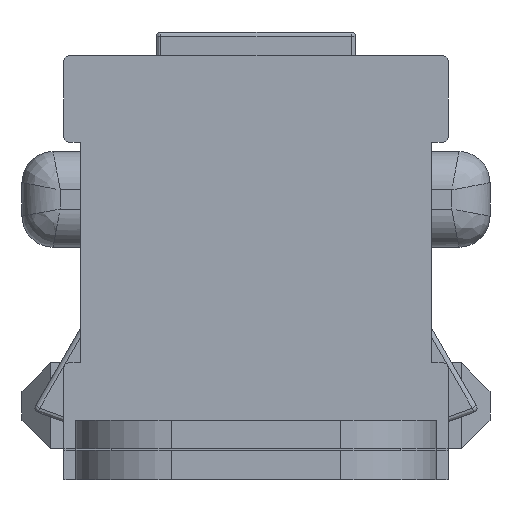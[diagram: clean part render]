
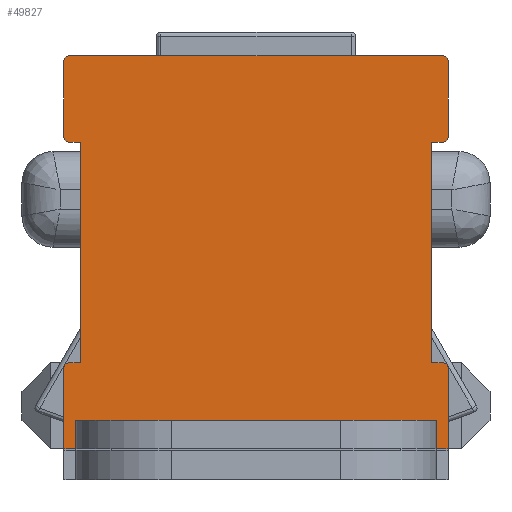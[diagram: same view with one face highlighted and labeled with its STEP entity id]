
A CAD part, left-side view. The second image highlights one B-rep face of the part: STEP entity #49827.
In plain terms, the highlighted planar face has unit normal (-1, 0, 0).
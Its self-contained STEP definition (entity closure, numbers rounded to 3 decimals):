
#7433=CIRCLE('',#53285,0.2);
#7441=CIRCLE('',#53317,0.2);
#7447=CIRCLE('',#53341,0.2);
#7448=CIRCLE('',#53342,0.2);
#7449=CIRCLE('',#53343,0.2);
#7450=CIRCLE('',#53344,0.2);
#10825=FACE_OUTER_BOUND('',#14182,.T.);
#14182=EDGE_LOOP('',(#34168,#34169,#34170,#34171,#34172,#34173,#34174,#34175,
#34176,#34177,#34178,#34179,#34180,#34181,#34182,#34183,#34184,#34185,#34186,
#34187,#34188,#34189));
#17853=LINE('',#68406,#18782);
#17867=LINE('',#68436,#18796);
#17916=LINE('',#68549,#18845);
#17922=LINE('',#68559,#18851);
#17945=LINE('',#68609,#18874);
#17949=LINE('',#68621,#18878);
#17960=LINE('',#68648,#18889);
#17964=LINE('',#68655,#18893);
#17965=LINE('',#68657,#18894);
#17966=LINE('',#68661,#18895);
#17967=LINE('',#68665,#18896);
#17968=LINE('',#68668,#18897);
#17969=LINE('',#68669,#18898);
#17970=LINE('',#68671,#18899);
#17971=LINE('',#68673,#18900);
#17972=LINE('',#68677,#18901);
#18782=VECTOR('',#58595,10.);
#18796=VECTOR('',#58623,10.);
#18845=VECTOR('',#58718,10.);
#18851=VECTOR('',#58726,10.);
#18874=VECTOR('',#58773,10.);
#18878=VECTOR('',#58781,10.);
#18889=VECTOR('',#58808,10.);
#18893=VECTOR('',#58818,10.);
#18894=VECTOR('',#58821,10.);
#18895=VECTOR('',#58824,10.);
#18896=VECTOR('',#58827,10.);
#18897=VECTOR('',#58830,10.);
#18898=VECTOR('',#58831,10.);
#18899=VECTOR('',#58832,10.);
#18900=VECTOR('',#58833,10.);
#18901=VECTOR('',#58836,10.);
#19559=VERTEX_POINT('',#68403);
#19560=VERTEX_POINT('',#68405);
#19567=VERTEX_POINT('',#68424);
#19569=VERTEX_POINT('',#68434);
#19609=VERTEX_POINT('',#68546);
#19610=VERTEX_POINT('',#68548);
#19613=VERTEX_POINT('',#68557);
#19615=VERTEX_POINT('',#68567);
#19628=VERTEX_POINT('',#68608);
#19633=VERTEX_POINT('',#68618);
#19634=VERTEX_POINT('',#68620);
#19641=VERTEX_POINT('',#68645);
#19642=VERTEX_POINT('',#68647);
#19643=VERTEX_POINT('',#68659);
#19644=VERTEX_POINT('',#68660);
#19645=VERTEX_POINT('',#68662);
#19646=VERTEX_POINT('',#68664);
#19647=VERTEX_POINT('',#68666);
#19648=VERTEX_POINT('',#68670);
#19649=VERTEX_POINT('',#68672);
#19650=VERTEX_POINT('',#68674);
#19651=VERTEX_POINT('',#68676);
#24881=EDGE_CURVE('',#19560,#19559,#17853,.T.);
#24892=EDGE_CURVE('',#19559,#19567,#7433,.T.);
#24897=EDGE_CURVE('',#19567,#19569,#17867,.T.);
#24952=EDGE_CURVE('',#19610,#19609,#17916,.T.);
#24958=EDGE_CURVE('',#19609,#19613,#17922,.T.);
#24963=EDGE_CURVE('',#19613,#19615,#7441,.T.);
#24983=EDGE_CURVE('',#19628,#19560,#17945,.T.);
#24989=EDGE_CURVE('',#19634,#19633,#17949,.T.);
#25002=EDGE_CURVE('',#19642,#19641,#17960,.T.);
#25006=EDGE_CURVE('',#19633,#19642,#17964,.T.);
#25007=EDGE_CURVE('',#19641,#19628,#17965,.T.);
#25008=EDGE_CURVE('',#19643,#19644,#17966,.T.);
#25009=EDGE_CURVE('',#19644,#19645,#7447,.T.);
#25010=EDGE_CURVE('',#19645,#19646,#17967,.T.);
#25011=EDGE_CURVE('',#19646,#19647,#7448,.T.);
#25012=EDGE_CURVE('',#19647,#19610,#17968,.T.);
#25013=EDGE_CURVE('',#19615,#19634,#17969,.T.);
#25014=EDGE_CURVE('',#19569,#19648,#17970,.T.);
#25015=EDGE_CURVE('',#19648,#19649,#17971,.T.);
#25016=EDGE_CURVE('',#19649,#19650,#7449,.T.);
#25017=EDGE_CURVE('',#19650,#19651,#17972,.T.);
#25018=EDGE_CURVE('',#19651,#19643,#7450,.T.);
#34168=ORIENTED_EDGE('',*,*,#25008,.T.);
#34169=ORIENTED_EDGE('',*,*,#25009,.T.);
#34170=ORIENTED_EDGE('',*,*,#25010,.T.);
#34171=ORIENTED_EDGE('',*,*,#25011,.T.);
#34172=ORIENTED_EDGE('',*,*,#25012,.T.);
#34173=ORIENTED_EDGE('',*,*,#24952,.T.);
#34174=ORIENTED_EDGE('',*,*,#24958,.T.);
#34175=ORIENTED_EDGE('',*,*,#24963,.T.);
#34176=ORIENTED_EDGE('',*,*,#25013,.T.);
#34177=ORIENTED_EDGE('',*,*,#24989,.T.);
#34178=ORIENTED_EDGE('',*,*,#25006,.T.);
#34179=ORIENTED_EDGE('',*,*,#25002,.T.);
#34180=ORIENTED_EDGE('',*,*,#25007,.T.);
#34181=ORIENTED_EDGE('',*,*,#24983,.T.);
#34182=ORIENTED_EDGE('',*,*,#24881,.T.);
#34183=ORIENTED_EDGE('',*,*,#24892,.T.);
#34184=ORIENTED_EDGE('',*,*,#24897,.T.);
#34185=ORIENTED_EDGE('',*,*,#25014,.T.);
#34186=ORIENTED_EDGE('',*,*,#25015,.T.);
#34187=ORIENTED_EDGE('',*,*,#25016,.T.);
#34188=ORIENTED_EDGE('',*,*,#25017,.T.);
#34189=ORIENTED_EDGE('',*,*,#25018,.T.);
#49402=PLANE('',#53340);
#49827=ADVANCED_FACE('',(#10825),#49402,.T.);
#53285=AXIS2_PLACEMENT_3D('',#68426,#58610,#58611);
#53317=AXIS2_PLACEMENT_3D('',#68569,#58737,#58738);
#53340=AXIS2_PLACEMENT_3D('',#68658,#58822,#58823);
#53341=AXIS2_PLACEMENT_3D('',#68663,#58825,#58826);
#53342=AXIS2_PLACEMENT_3D('',#68667,#58828,#58829);
#53343=AXIS2_PLACEMENT_3D('',#68675,#58834,#58835);
#53344=AXIS2_PLACEMENT_3D('',#68678,#58837,#58838);
#58595=DIRECTION('',(0.,0.,1.));
#58610=DIRECTION('center_axis',(-1.,0.,0.));
#58611=DIRECTION('ref_axis',(0.,-1.,0.));
#58623=DIRECTION('',(0.,1.,0.));
#58718=DIRECTION('',(0.,0.,-1.));
#58726=DIRECTION('',(0.,1.,0.));
#58737=DIRECTION('center_axis',(-1.,0.,0.));
#58738=DIRECTION('ref_axis',(0.,0.,1.));
#58773=DIRECTION('',(0.,-1.,0.));
#58781=DIRECTION('',(0.,-1.,0.));
#58808=DIRECTION('',(0.,-1.,0.));
#58818=DIRECTION('',(0.,0.,1.));
#58821=DIRECTION('',(0.,0.,-1.));
#58822=DIRECTION('center_axis',(-1.,0.,0.));
#58823=DIRECTION('ref_axis',(0.,-1.,0.));
#58824=DIRECTION('',(0.,1.,0.));
#58825=DIRECTION('center_axis',(-1.,0.,0.));
#58826=DIRECTION('ref_axis',(0.,0.,1.));
#58827=DIRECTION('',(0.,0.,-1.));
#58828=DIRECTION('center_axis',(-1.,0.,0.));
#58829=DIRECTION('ref_axis',(0.,1.,0.));
#58830=DIRECTION('',(0.,-1.,0.));
#58831=DIRECTION('',(0.,0.,-1.));
#58832=DIRECTION('',(0.,0.,1.));
#58833=DIRECTION('',(0.,-1.,0.));
#58834=DIRECTION('center_axis',(-1.,0.,0.));
#58835=DIRECTION('ref_axis',(0.,0.,-1.));
#58836=DIRECTION('',(0.,0.,1.));
#58837=DIRECTION('center_axis',(-1.,0.,0.));
#58838=DIRECTION('ref_axis',(0.,-1.,0.));
#68403=CARTESIAN_POINT('',(-299.2,-8.035,4.7));
#68405=CARTESIAN_POINT('',(-299.2,-8.035,1.3));
#68406=CARTESIAN_POINT('',(-299.2,-8.035,1.3));
#68424=CARTESIAN_POINT('',(-299.2,-7.835,4.9));
#68426=CARTESIAN_POINT('Origin',(-299.2,-7.835,4.7));
#68434=CARTESIAN_POINT('',(-299.2,-7.335,4.9));
#68436=CARTESIAN_POINT('',(-299.2,-7.835,4.9));
#68546=CARTESIAN_POINT('',(-299.2,7.335,4.9));
#68548=CARTESIAN_POINT('',(-299.2,7.335,14.13));
#68549=CARTESIAN_POINT('',(-299.2,7.335,14.13));
#68557=CARTESIAN_POINT('',(-299.2,7.835,4.9));
#68559=CARTESIAN_POINT('',(-299.2,7.335,4.9));
#68567=CARTESIAN_POINT('',(-299.2,8.035,4.7));
#68569=CARTESIAN_POINT('Origin',(-299.2,7.835,4.7));
#68608=CARTESIAN_POINT('',(-299.2,-7.535,1.3));
#68609=CARTESIAN_POINT('',(-299.2,8.035,1.3));
#68618=CARTESIAN_POINT('',(-299.2,7.535,1.3));
#68620=CARTESIAN_POINT('',(-299.2,8.035,1.3));
#68621=CARTESIAN_POINT('',(-299.2,8.035,1.3));
#68645=CARTESIAN_POINT('',(-299.2,-7.535,2.5));
#68647=CARTESIAN_POINT('',(-299.2,7.535,2.5));
#68648=CARTESIAN_POINT('',(-299.2,-3.768,2.5));
#68655=CARTESIAN_POINT('',(-299.2,7.535,6.258));
#68657=CARTESIAN_POINT('',(-299.2,-7.535,5.658));
#68658=CARTESIAN_POINT('Origin',(-299.2,0.,10.015));
#68659=CARTESIAN_POINT('',(-299.2,-7.835,17.73));
#68660=CARTESIAN_POINT('',(-299.2,7.835,17.73));
#68661=CARTESIAN_POINT('',(-299.2,-7.835,17.73));
#68662=CARTESIAN_POINT('',(-299.2,8.035,17.53));
#68663=CARTESIAN_POINT('Origin',(-299.2,7.835,17.53));
#68664=CARTESIAN_POINT('',(-299.2,8.035,14.33));
#68665=CARTESIAN_POINT('',(-299.2,8.035,17.53));
#68666=CARTESIAN_POINT('',(-299.2,7.835,14.13));
#68667=CARTESIAN_POINT('Origin',(-299.2,7.835,14.33));
#68668=CARTESIAN_POINT('',(-299.2,7.835,14.13));
#68669=CARTESIAN_POINT('',(-299.2,8.035,4.7));
#68670=CARTESIAN_POINT('',(-299.2,-7.335,14.13));
#68671=CARTESIAN_POINT('',(-299.2,-7.335,4.9));
#68672=CARTESIAN_POINT('',(-299.2,-7.835,14.13));
#68673=CARTESIAN_POINT('',(-299.2,-7.335,14.13));
#68674=CARTESIAN_POINT('',(-299.2,-8.035,14.33));
#68675=CARTESIAN_POINT('Origin',(-299.2,-7.835,14.33));
#68676=CARTESIAN_POINT('',(-299.2,-8.035,17.53));
#68677=CARTESIAN_POINT('',(-299.2,-8.035,14.33));
#68678=CARTESIAN_POINT('Origin',(-299.2,-7.835,17.53));
